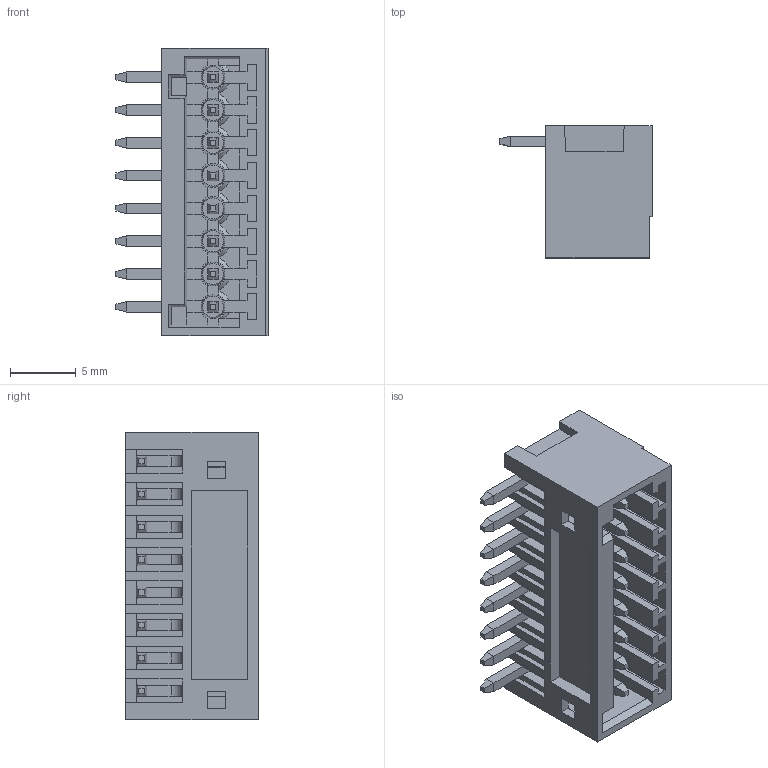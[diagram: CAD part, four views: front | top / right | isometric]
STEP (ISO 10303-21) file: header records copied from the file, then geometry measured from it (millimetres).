
FILE_DESCRIPTION((''),'2;1');
FILE_NAME('WJ15EDGRC-250-8P','2017-03-15T',('QZY'),(''),'CREO PARAMETRIC BY PTC INC, 2014440','CREO PARAMETRIC BY PTC INC, 2014440','');
FILE_SCHEMA(('CONFIG_CONTROL_DESIGN'));
Length unit declared in the file: millimetre
Products named in the file (1): WJ15EDGRC-250-8P
Bounding box: 11.6 x 10.1 x 21.9 mm (x, y, z)
Volume: 905.8 mm3; surface area: 2290.1 mm2
Topology: 1 solids, 9 shells, 698 faces, 1792 edges, 1138 vertices
Faces by surface type: plane 610, cylinder 56, cone 32
Entity records: 30003 total; most frequent: CARTESIAN_POINT 3698, ORIENTED_EDGE 3584, DIRECTION 3332, PRESENTATION_STYLE_ASSIGNMENT 2117, STYLED_ITEM 1793, CURVE_STYLE 1792, EDGE_CURVE 1792, VECTOR 1584
